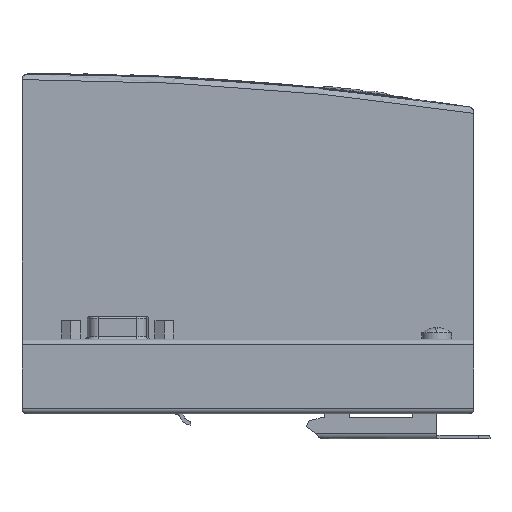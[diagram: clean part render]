
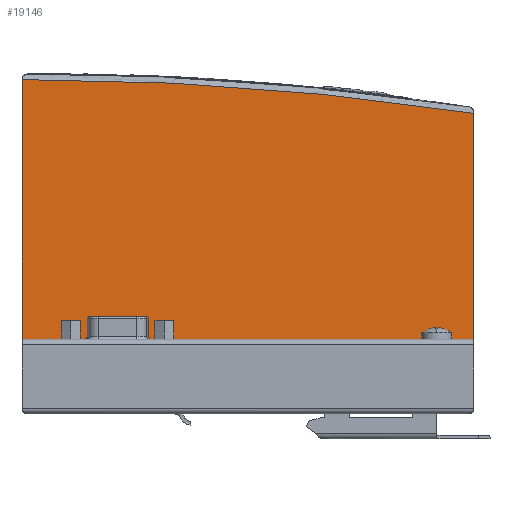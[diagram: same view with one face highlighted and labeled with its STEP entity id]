
A CAD part, left-side view. The second image highlights one B-rep face of the part: STEP entity #19146.
In plain terms, the highlighted planar face has unit normal (-1, 0, 0).
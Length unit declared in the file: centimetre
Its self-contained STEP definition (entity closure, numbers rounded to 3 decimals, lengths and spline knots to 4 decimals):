
#651=PLANE('',#25115);
#1397=VECTOR('',#20249,1.);
#1417=VECTOR('',#20303,1.);
#1418=VECTOR('',#20305,1.);
#3350=LINE('',#26907,#1397);
#3370=LINE('',#27060,#1417);
#3371=LINE('',#27062,#1418);
#5609=VERTEX_POINT('',#26877);
#5610=VERTEX_POINT('',#26878);
#5617=VERTEX_POINT('',#26908);
#5618=VERTEX_POINT('',#26910);
#5627=VERTEX_POINT('',#27030);
#5628=VERTEX_POINT('',#27031);
#7477=CIRCLE('',#25088,0.15);
#7482=CIRCLE('',#25095,79.85);
#7487=CIRCLE('',#25106,0.15);
#8157=EDGE_CURVE('',#5609,#5610,#7477,.T.);
#8166=EDGE_CURVE('',#5617,#5618,#7482,.T.);
#8183=EDGE_CURVE('',#5627,#5628,#7487,.T.);
#8193=EDGE_CURVE('',#5610,#5617,#3350,.T.);
#8199=EDGE_CURVE('',#5628,#5609,#3370,.T.);
#8200=EDGE_CURVE('',#5618,#5627,#3371,.T.);
#11101=ORIENTED_EDGE('',*,*,#8166,.F.);
#11102=ORIENTED_EDGE('',*,*,#8193,.F.);
#11103=ORIENTED_EDGE('',*,*,#8157,.F.);
#11104=ORIENTED_EDGE('',*,*,#8199,.F.);
#11105=ORIENTED_EDGE('',*,*,#8183,.F.);
#11106=ORIENTED_EDGE('',*,*,#8200,.F.);
#16790=EDGE_LOOP('',(#11101,#11102,#11103,#11104,#11105,#11106));
#17969=FACE_BOUND('',#16790,.T.);
#19146=ADVANCED_FACE('',(#17969),#651,.F.);
#20234=DIRECTION('',(1.,0.,0.));
#20235=DIRECTION('',(0.,0.106,-0.106));
#20249=DIRECTION('',(0.,0.,1.));
#20250=DIRECTION('',(1.,0.,0.));
#20251=DIRECTION('',(0.,-5.923,79.63));
#20279=DIRECTION('',(1.,0.,0.));
#20280=DIRECTION('',(0.,-0.106,-0.106));
#20303=DIRECTION('',(0.,1.,0.));
#20305=DIRECTION('',(0.,0.,-1.));
#20309=DIRECTION('',(1.,0.,0.));
#25088=AXIS2_PLACEMENT_3D('',#26876,#20234,#20235);
#25095=AXIS2_PLACEMENT_3D('',#26909,#20250,#20251);
#25106=AXIS2_PLACEMENT_3D('',#27029,#20279,#20280);
#25115=AXIS2_PLACEMENT_3D('',#27067,#20309,$);
#26876=CARTESIAN_POINT('',(-2.8,5.9,0.15));
#26877=CARTESIAN_POINT('',(-2.8,5.9,0.));
#26878=CARTESIAN_POINT('',(-2.8,6.05,0.15));
#26907=CARTESIAN_POINT('',(-2.8,6.05,0.));
#26908=CARTESIAN_POINT('',(-2.8,6.05,8.95));
#26909=CARTESIAN_POINT('',(-2.8,5.9169,-70.8999));
#26910=CARTESIAN_POINT('',(-2.8,-6.05,8.0483));
#27029=CARTESIAN_POINT('',(-2.8,-5.9,0.15));
#27030=CARTESIAN_POINT('',(-2.8,-6.05,0.15));
#27031=CARTESIAN_POINT('',(-2.8,-5.9,0.));
#27060=CARTESIAN_POINT('',(-2.8,-6.05,0.));
#27062=CARTESIAN_POINT('',(-2.8,-6.05,8.2));
#27067=CARTESIAN_POINT('',(-2.8,0.1281,4.3749));
